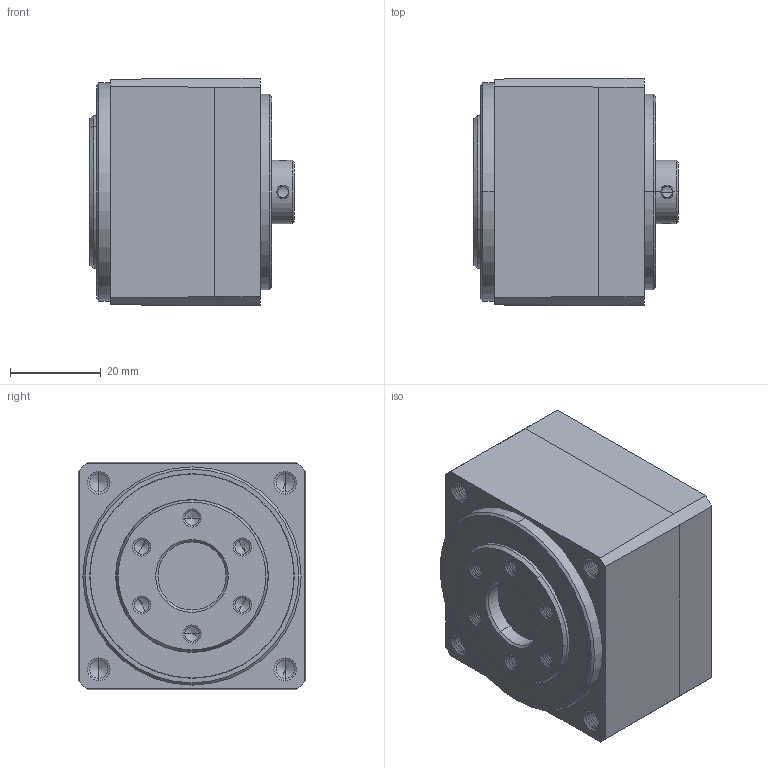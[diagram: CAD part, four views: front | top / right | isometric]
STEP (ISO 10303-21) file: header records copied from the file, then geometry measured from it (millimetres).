
FILE_DESCRIPTION(('no description'),'unknown implementation level');
FILE_NAME('CSF_14_30_1U_CC_F_1.stp',' ',('Harmonic Drive AG'),('CADClick - KiM GmbH - www.kimweb.de'),'unknown preprocess','ACIS','unknown authorization');
FILE_SCHEMA(('automotive_design'));
Length unit declared in the file: millimetre
Products named in the file (25): 1; 2; 3; 4; 5; 6; 7; 8; 9; 10; 11; 12; 13; 14; 15; 16; 17; 18; 19; 20; 21; 22; 23; 24; 25
Bounding box: 45 x 50 x 50 mm (x, y, z)
Volume: 65533.8 mm3; surface area: 25319 mm2
Topology: 25 solids, 27 shells, 1160 faces, 2454 edges, 1272 vertices
Faces by surface type: cone 958, cylinder 88, plane 50, sphere 48, torus 16
Entity records: 57842 total; most frequent: DIRECTION 5898, CARTESIAN_POINT 5259, STYLED_ITEM 4787, PRESENTATION_STYLE_ASSIGNMENT 4787, COLOUR_RGB 4787, ORIENTED_EDGE 4660, AXIS2_PLACEMENT_3D 2423, EDGE_CURVE 2330
